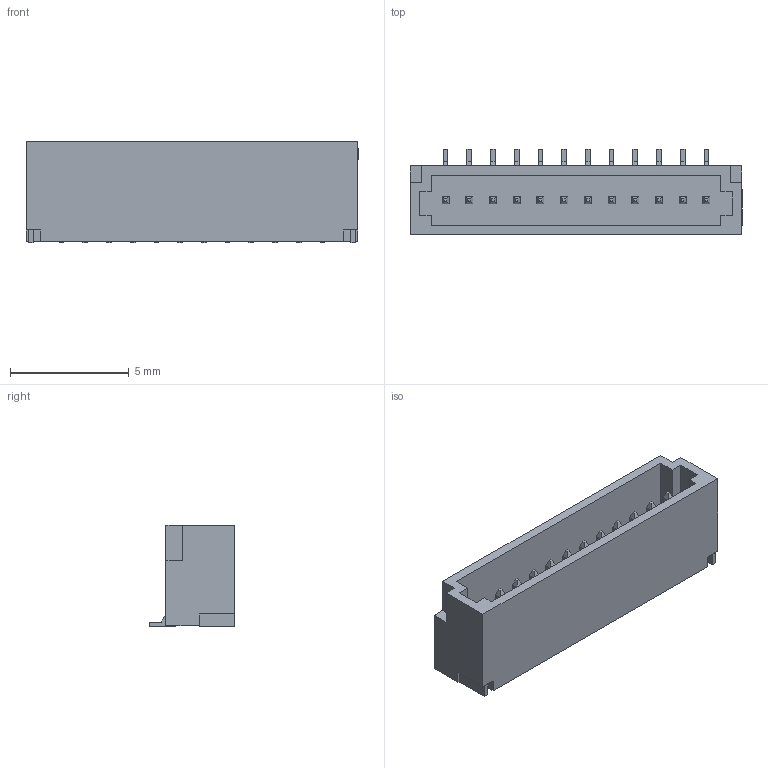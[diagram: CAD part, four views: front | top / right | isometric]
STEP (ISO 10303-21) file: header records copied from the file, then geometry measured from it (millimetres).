
FILE_DESCRIPTION (( 'STEP AP214' ), '1' );
FILE_NAME ('CONN-SMD_BM12B-SRSS-TB-LF-SN.step', '2022-08-01T06:10:09', ( '' ), ( '' ), 'SwSTEP 2.0', 'SolidWorks 2020', '' );
FILE_SCHEMA (( 'AUTOMOTIVE_DESIGN' ));
Length unit declared in the file: millimetre
Products named in the file (1): CONN-SMD_BM12B-SRSS-TB-LF-SN
Bounding box: 14 x 3.6 x 4.3 mm (x, y, z)
Volume: 93.9 mm3; surface area: 359.2 mm2
Topology: 14 solids, 14 shells, 466 faces, 1223 edges, 798 vertices
Faces by surface type: plane 368, bspline 98
Entity records: 19884 total; most frequent: CARTESIAN_POINT 3794, ORIENTED_EDGE 2446, DIRECTION 1761, EDGE_CURVE 1223, VECTOR 1023, LINE 1023, VERTEX_POINT 798, EDGE_LOOP 491
